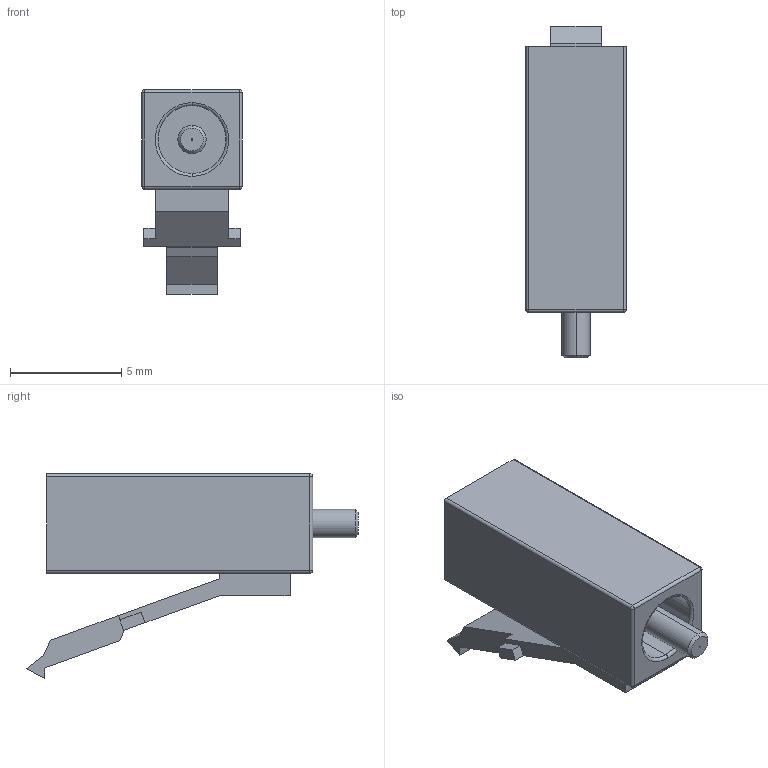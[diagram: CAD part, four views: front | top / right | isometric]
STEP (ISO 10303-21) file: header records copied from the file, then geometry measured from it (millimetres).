
FILE_DESCRIPTION (( 'STEP AP214' ), '1' );
FILE_NAME ('FOATLCU_3D.STEP', '2020-11-11T21:02:29', ( '' ), ( '' ), 'SwSTEP 2.0', 'SolidWorks 2018', '' );
FILE_SCHEMA (( 'AUTOMOTIVE_DESIGN' ));
Length unit declared in the file: inch
Products named in the file (1): FOATLCU_3D
Bounding box: 4.5 x 14.89 x 9.18 mm (x, y, z)
Volume: 235.9 mm3; surface area: 430 mm2
Topology: 1 solids, 1 shells, 55 faces, 133 edges, 80 vertices
Faces by surface type: plane 33, cylinder 14, sphere 4, torus 2, cone 2
Entity records: 1697 total; most frequent: DIRECTION 275, CARTESIAN_POINT 265, ORIENTED_EDGE 258, EDGE_CURVE 129, LINE 95, VECTOR 95, AXIS2_PLACEMENT_3D 90, VERTEX_POINT 80
